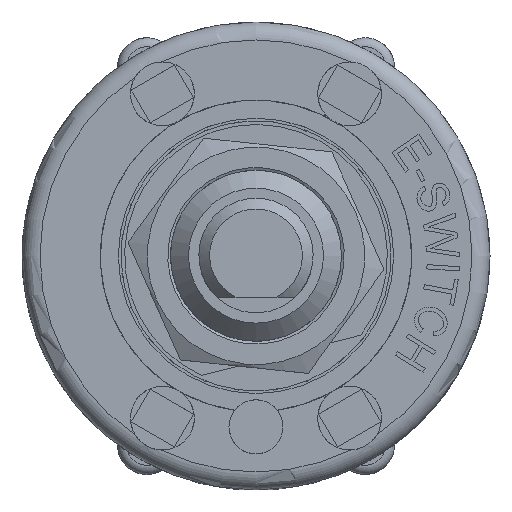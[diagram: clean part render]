
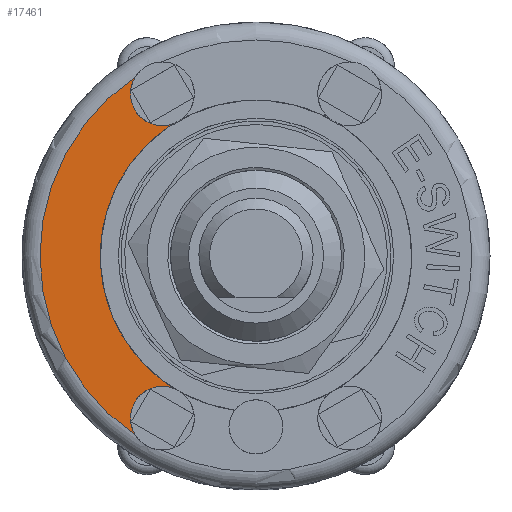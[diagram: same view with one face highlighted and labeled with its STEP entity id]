
A CAD part, top view. The second image highlights one B-rep face of the part: STEP entity #17461.
In plain terms, the highlighted planar face has unit normal (0, 0, 1).
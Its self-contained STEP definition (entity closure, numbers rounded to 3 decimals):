
#1234=PLANE('',#18545);
#2156=FACE_OUTER_BOUND('',#3184,.T.);
#3184=EDGE_LOOP('',(#16238,#16239,#16240,#16241));
#7173=CIRCLE('',#18500,1.775);
#7178=CIRCLE('',#18507,1.775);
#7197=CIRCLE('',#18535,12.);
#7205=CIRCLE('',#18546,8.65);
#8828=VERTEX_POINT('',#29942);
#8832=VERTEX_POINT('',#29950);
#8836=VERTEX_POINT('',#29981);
#8837=VERTEX_POINT('',#29983);
#11312=EDGE_CURVE('',#8828,#8832,#7173,.T.);
#11318=EDGE_CURVE('',#8837,#8836,#7178,.T.);
#11343=EDGE_CURVE('',#8837,#8832,#7197,.T.);
#11351=EDGE_CURVE('',#8836,#8828,#7205,.T.);
#16238=ORIENTED_EDGE('',*,*,#11312,.T.);
#16239=ORIENTED_EDGE('',*,*,#11343,.F.);
#16240=ORIENTED_EDGE('',*,*,#11318,.T.);
#16241=ORIENTED_EDGE('',*,*,#11351,.T.);
#17461=ADVANCED_FACE('',(#2156),#1234,.F.);
#18500=AXIS2_PLACEMENT_3D('',#29971,#22354,#22355);
#18507=AXIS2_PLACEMENT_3D('',#29984,#22369,#22370);
#18535=AXIS2_PLACEMENT_3D('',#30090,#22428,#22429);
#18545=AXIS2_PLACEMENT_3D('',#30103,#22448,#22449);
#18546=AXIS2_PLACEMENT_3D('',#30104,#22450,#22451);
#22354=DIRECTION('center_axis',(0.,0.,-1.));
#22355=DIRECTION('ref_axis',(-1.,0.,0.));
#22369=DIRECTION('center_axis',(0.,0.,-1.));
#22370=DIRECTION('ref_axis',(-1.,0.,0.));
#22428=DIRECTION('center_axis',(0.,0.,-1.));
#22429=DIRECTION('ref_axis',(-1.,0.,0.));
#22448=DIRECTION('center_axis',(0.,0.,-1.));
#22449=DIRECTION('ref_axis',(-1.,0.,0.));
#22450=DIRECTION('center_axis',(0.,0.,-1.));
#22451=DIRECTION('ref_axis',(-1.,0.,0.));
#29942=CARTESIAN_POINT('',(-4.557,7.352,10.5));
#29950=CARTESIAN_POINT('',(-6.7,9.955,10.5));
#29971=CARTESIAN_POINT('Origin',(-5.2,9.007,10.5));
#29981=CARTESIAN_POINT('',(-4.557,-7.352,10.5));
#29983=CARTESIAN_POINT('',(-6.7,-9.955,10.5));
#29984=CARTESIAN_POINT('Origin',(-5.2,-9.007,10.5));
#30090=CARTESIAN_POINT('Origin',(0.,0.,10.5));
#30103=CARTESIAN_POINT('Origin',(0.,0.,10.5));
#30104=CARTESIAN_POINT('Origin',(0.,0.,10.5));
